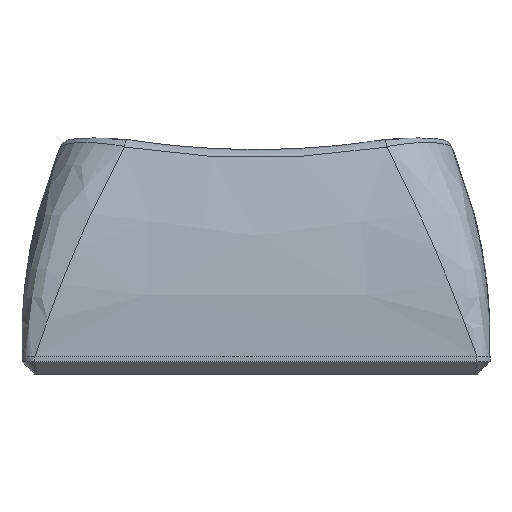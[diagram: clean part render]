
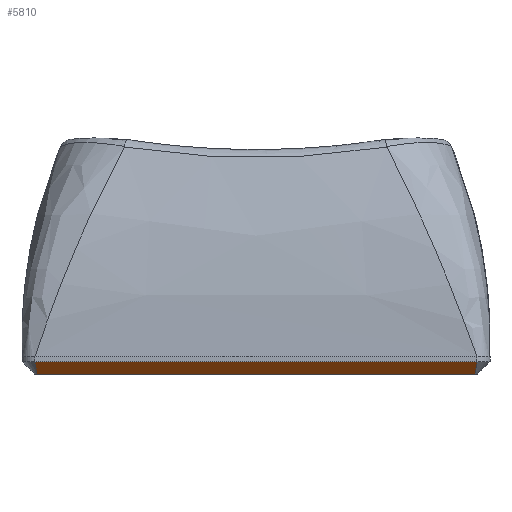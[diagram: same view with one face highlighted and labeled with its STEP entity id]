
A CAD part, front view. The second image highlights one B-rep face of the part: STEP entity #5810.
In plain terms, the highlighted planar face has unit normal (0, -0.707, -0.707).
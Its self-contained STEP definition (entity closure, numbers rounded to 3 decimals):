
#720 = PLANE('',#721);
#721 = AXIS2_PLACEMENT_3D('',#722,#723,#724);
#722 = CARTESIAN_POINT('',(-8.5,-9.,0.672));
#723 = DIRECTION('',(0.,-1.,0.));
#724 = DIRECTION('',(1.,0.,0.));
#1973 = VERTEX_POINT('',#1974);
#1974 = CARTESIAN_POINT('',(-8.5,-9.,0.48));
#2000 = EDGE_CURVE('',#1973,#2001,#2003,.T.);
#2001 = VERTEX_POINT('',#2002);
#2002 = CARTESIAN_POINT('',(8.5,-9.,0.48));
#2003 = SURFACE_CURVE('',#2004,(#2008,#2015),.PCURVE_S1.);
#2004 = LINE('',#2005,#2006);
#2005 = CARTESIAN_POINT('',(-8.5,-9.,0.48));
#2006 = VECTOR('',#2007,1.);
#2007 = DIRECTION('',(1.,0.,0.));
#2008 = PCURVE('',#720,#2009);
#2009 = DEFINITIONAL_REPRESENTATION('',(#2010),#2014);
#2010 = LINE('',#2011,#2012);
#2011 = CARTESIAN_POINT('',(0.,-0.192));
#2012 = VECTOR('',#2013,1.);
#2013 = DIRECTION('',(1.,0.));
#2014 = ( GEOMETRIC_REPRESENTATION_CONTEXT(2) 
PARAMETRIC_REPRESENTATION_CONTEXT() REPRESENTATION_CONTEXT('2D SPACE',''
  ) );
#2015 = PCURVE('',#2016,#2021);
#2016 = PLANE('',#2017);
#2017 = AXIS2_PLACEMENT_3D('',#2018,#2019,#2020);
#2018 = CARTESIAN_POINT('',(-8.5,-8.76,0.24));
#2019 = DIRECTION('',(0.,0.707,0.707)
  );
#2020 = DIRECTION('',(1.,0.,0.));
#2021 = DEFINITIONAL_REPRESENTATION('',(#2022),#2026);
#2022 = LINE('',#2023,#2024);
#2023 = CARTESIAN_POINT('',(0.,-0.339));
#2024 = VECTOR('',#2025,1.);
#2025 = DIRECTION('',(1.,0.));
#2026 = ( GEOMETRIC_REPRESENTATION_CONTEXT(2) 
PARAMETRIC_REPRESENTATION_CONTEXT() REPRESENTATION_CONTEXT('2D SPACE',''
  ) );
#3188 = CONICAL_SURFACE('',#3189,0.7,0.785);
#3189 = AXIS2_PLACEMENT_3D('',#3190,#3191,#3192);
#3190 = CARTESIAN_POINT('',(8.323,-8.323,0.48));
#3191 = DIRECTION('',(-0.,-0.,1.));
#3192 = DIRECTION('',(0.967,-0.253,0.));
#5810 = ADVANCED_FACE('',(#5811),#2016,.F.);
#5811 = FACE_BOUND('',#5812,.F.);
#5812 = EDGE_LOOP('',(#5813,#5848,#5849,#5879));
#5813 = ORIENTED_EDGE('',*,*,#5814,.F.);
#5814 = EDGE_CURVE('',#1973,#5815,#5817,.T.);
#5815 = VERTEX_POINT('',#5816);
#5816 = CARTESIAN_POINT('',(-8.42,-8.52,0.));
#5817 = SURFACE_CURVE('',#5818,(#5823,#5830),.PCURVE_S1.);
#5818 = PARABOLA('',#5819,0.008);
#5819 = AXIS2_PLACEMENT_3D('',#5820,#5821,#5822);
#5820 = CARTESIAN_POINT('',(-8.323,-8.311,
    -0.209));
#5821 = DIRECTION('',(0.,0.707,0.707)
  );
#5822 = DIRECTION('',(0.,-0.707,0.707)
  );
#5823 = PCURVE('',#2016,#5824);
#5824 = DEFINITIONAL_REPRESENTATION('',(#5825),#5829);
#5825 = B_SPLINE_CURVE_WITH_KNOTS('',2,(#5826,#5827,#5828),
  .UNSPECIFIED.,.F.,.F.,(3,3),(-0.177,-0.098),
  .PIECEWISE_BEZIER_KNOTS.);
#5826 = CARTESIAN_POINT('',(0.,-0.339));
#5827 = CARTESIAN_POINT('',(0.04,0.098));
#5828 = CARTESIAN_POINT('',(0.08,0.339));
#5829 = ( GEOMETRIC_REPRESENTATION_CONTEXT(2) 
PARAMETRIC_REPRESENTATION_CONTEXT() REPRESENTATION_CONTEXT('2D SPACE',''
  ) );
#5830 = PCURVE('',#5831,#5836);
#5831 = CONICAL_SURFACE('',#5832,0.7,0.785);
#5832 = AXIS2_PLACEMENT_3D('',#5833,#5834,#5835);
#5833 = CARTESIAN_POINT('',(-8.323,-8.323,0.48));
#5834 = DIRECTION('',(-0.,-0.,1.));
#5835 = DIRECTION('',(-0.253,-0.967,-0.));
#5836 = DEFINITIONAL_REPRESENTATION('',(#5837),#5847);
#5837 = B_SPLINE_CURVE_WITH_KNOTS('',8,(#5838,#5839,#5840,#5841,#5842,
    #5843,#5844,#5845,#5846),.UNSPECIFIED.,.F.,.F.,(9,9),(
    -0.177,-0.098),.PIECEWISE_BEZIER_KNOTS.);
#5838 = CARTESIAN_POINT('',(0.,0.));
#5839 = CARTESIAN_POINT('',(-0.014,-0.077));
#5840 = CARTESIAN_POINT('',(-0.03,-0.15));
#5841 = CARTESIAN_POINT('',(-0.048,-0.217));
#5842 = CARTESIAN_POINT('',(-0.069,-0.28));
#5843 = CARTESIAN_POINT('',(-0.094,-0.337));
#5844 = CARTESIAN_POINT('',(-0.123,-0.39));
#5845 = CARTESIAN_POINT('',(-0.158,-0.437));
#5846 = CARTESIAN_POINT('',(-0.203,-0.48));
#5847 = ( GEOMETRIC_REPRESENTATION_CONTEXT(2) 
PARAMETRIC_REPRESENTATION_CONTEXT() REPRESENTATION_CONTEXT('2D SPACE',''
  ) );
#5848 = ORIENTED_EDGE('',*,*,#2000,.T.);
#5849 = ORIENTED_EDGE('',*,*,#5850,.T.);
#5850 = EDGE_CURVE('',#2001,#5851,#5853,.T.);
#5851 = VERTEX_POINT('',#5852);
#5852 = CARTESIAN_POINT('',(8.42,-8.52,0.));
#5853 = SURFACE_CURVE('',#5854,(#5859,#5866),.PCURVE_S1.);
#5854 = PARABOLA('',#5855,0.008);
#5855 = AXIS2_PLACEMENT_3D('',#5856,#5857,#5858);
#5856 = CARTESIAN_POINT('',(8.323,-8.311,
    -0.209));
#5857 = DIRECTION('',(0.,-0.707,-0.707
    ));
#5858 = DIRECTION('',(0.,-0.707,0.707)
  );
#5859 = PCURVE('',#2016,#5860);
#5860 = DEFINITIONAL_REPRESENTATION('',(#5861),#5865);
#5861 = B_SPLINE_CURVE_WITH_KNOTS('',2,(#5862,#5863,#5864),
  .UNSPECIFIED.,.F.,.F.,(3,3),(-0.177,-0.098),
  .PIECEWISE_BEZIER_KNOTS.);
#5862 = CARTESIAN_POINT('',(17.,-0.339));
#5863 = CARTESIAN_POINT('',(16.96,0.098));
#5864 = CARTESIAN_POINT('',(16.92,0.339));
#5865 = ( GEOMETRIC_REPRESENTATION_CONTEXT(2) 
PARAMETRIC_REPRESENTATION_CONTEXT() REPRESENTATION_CONTEXT('2D SPACE',''
  ) );
#5866 = PCURVE('',#3188,#5867);
#5867 = DEFINITIONAL_REPRESENTATION('',(#5868),#5878);
#5868 = B_SPLINE_CURVE_WITH_KNOTS('',8,(#5869,#5870,#5871,#5872,#5873,
    #5874,#5875,#5876,#5877),.UNSPECIFIED.,.F.,.F.,(9,9),(
    -0.177,-0.098),.PIECEWISE_BEZIER_KNOTS.);
#5869 = CARTESIAN_POINT('',(-1.059,0.));
#5870 = CARTESIAN_POINT('',(-1.045,-0.077));
#5871 = CARTESIAN_POINT('',(-1.029,-0.15));
#5872 = CARTESIAN_POINT('',(-1.01,-0.217));
#5873 = CARTESIAN_POINT('',(-0.99,-0.28));
#5874 = CARTESIAN_POINT('',(-0.965,-0.337));
#5875 = CARTESIAN_POINT('',(-0.936,-0.39));
#5876 = CARTESIAN_POINT('',(-0.901,-0.437));
#5877 = CARTESIAN_POINT('',(-0.856,-0.48));
#5878 = ( GEOMETRIC_REPRESENTATION_CONTEXT(2) 
PARAMETRIC_REPRESENTATION_CONTEXT() REPRESENTATION_CONTEXT('2D SPACE',''
  ) );
#5879 = ORIENTED_EDGE('',*,*,#5880,.F.);
#5880 = EDGE_CURVE('',#5815,#5851,#5881,.T.);
#5881 = SURFACE_CURVE('',#5882,(#5886,#5893),.PCURVE_S1.);
#5882 = LINE('',#5883,#5884);
#5883 = CARTESIAN_POINT('',(-8.5,-8.52,0.));
#5884 = VECTOR('',#5885,1.);
#5885 = DIRECTION('',(1.,0.,0.));
#5886 = PCURVE('',#2016,#5887);
#5887 = DEFINITIONAL_REPRESENTATION('',(#5888),#5892);
#5888 = LINE('',#5889,#5890);
#5889 = CARTESIAN_POINT('',(0.,0.339));
#5890 = VECTOR('',#5891,1.);
#5891 = DIRECTION('',(1.,0.));
#5892 = ( GEOMETRIC_REPRESENTATION_CONTEXT(2) 
PARAMETRIC_REPRESENTATION_CONTEXT() REPRESENTATION_CONTEXT('2D SPACE',''
  ) );
#5893 = PCURVE('',#5894,#5899);
#5894 = PLANE('',#5895);
#5895 = AXIS2_PLACEMENT_3D('',#5896,#5897,#5898);
#5896 = CARTESIAN_POINT('',(8.5,9.,0.));
#5897 = DIRECTION('',(0.,0.,-1.));
#5898 = DIRECTION('',(-1.,0.,0.));
#5899 = DEFINITIONAL_REPRESENTATION('',(#5900),#5904);
#5900 = LINE('',#5901,#5902);
#5901 = CARTESIAN_POINT('',(17.,-17.52));
#5902 = VECTOR('',#5903,1.);
#5903 = DIRECTION('',(-1.,0.));
#5904 = ( GEOMETRIC_REPRESENTATION_CONTEXT(2) 
PARAMETRIC_REPRESENTATION_CONTEXT() REPRESENTATION_CONTEXT('2D SPACE',''
  ) );
